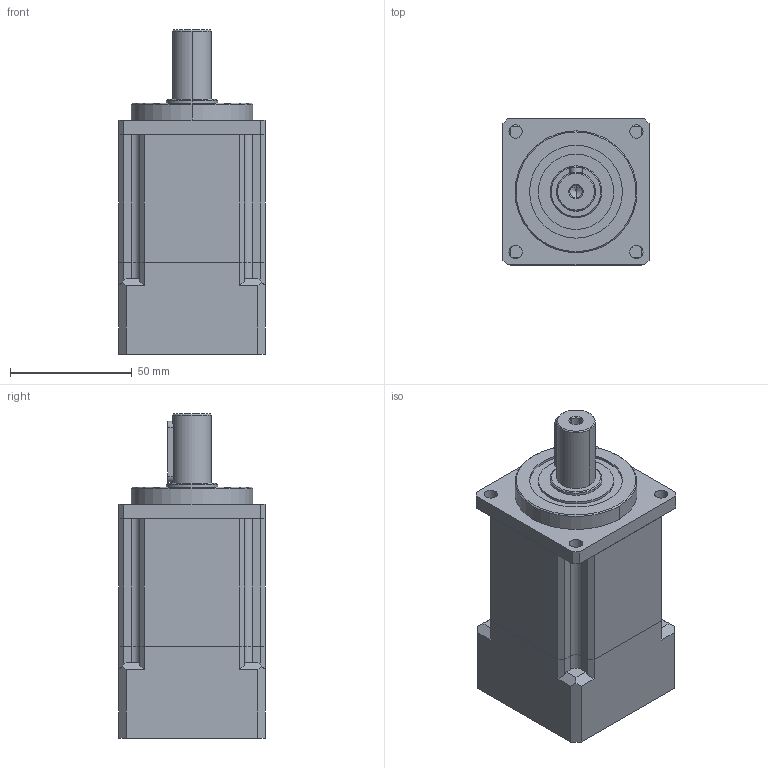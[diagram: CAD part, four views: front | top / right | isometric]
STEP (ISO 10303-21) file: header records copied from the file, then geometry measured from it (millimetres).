
FILE_DESCRIPTION (( 'STEP AP214' ), '1' );
FILE_NAME ('pt60媼撰厒掀.STEP', '2024-02-22T05:16:26', ( '' ), ( '' ), 'SwSTEP 2.0', 'SolidWorks 2021', '' );
FILE_SCHEMA (( 'AUTOMOTIVE_DESIGN' ));
Length unit declared in the file: millimetre
Products named in the file (3): pt60媼撰厒掀; pt60拸粣; pt60粣
Assembly tree (2 placements, depth 2):
  pt60媼撰厒掀
    pt60粣
    pt60拸粣
Bounding box: 60 x 60 x 133 mm (x, y, z)
Volume: 307590.5 mm3; surface area: 54947.5 mm2
Topology: 3 solids, 4 shells, 167 faces, 427 edges, 280 vertices
Faces by surface type: plane 108, cylinder 49, cone 10
Entity records: 5570 total; most frequent: CARTESIAN_POINT 937, DIRECTION 868, ORIENTED_EDGE 850, EDGE_CURVE 425, VECTOR 318, LINE 318, VERTEX_POINT 280, AXIS2_PLACEMENT_3D 275
